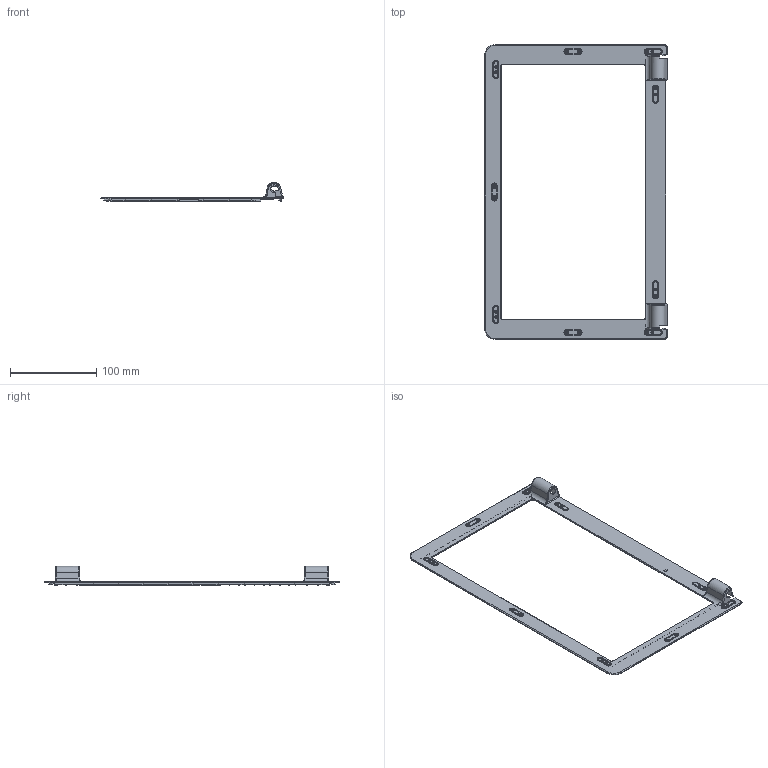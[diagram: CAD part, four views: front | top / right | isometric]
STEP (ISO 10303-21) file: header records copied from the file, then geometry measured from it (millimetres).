
FILE_DESCRIPTION (( 'STEP AP214' ), '1' );
FILE_NAME ('pt1-screen-bezel.STEP', '2020-04-24T18:33:38', ( '' ), ( '' ), 'SwSTEP 2.0', 'SolidWorks 2016', '' );
FILE_SCHEMA (( 'AUTOMOTIVE_DESIGN' ));
Length unit declared in the file: millimetre
Products named in the file (1): pt1-screen-bezel
Bounding box: 210.81 x 341.19 x 22.25 mm (x, y, z)
Volume: 39391.3 mm3; surface area: 60729.3 mm2
Topology: 1 solids, 1 shells, 1779 faces, 4838 edges, 3119 vertices
Faces by surface type: plane 951, cylinder 572, cone 118, torus 102, bspline 36
Entity records: 57575 total; most frequent: CARTESIAN_POINT 12406, ORIENTED_EDGE 9672, DIRECTION 9341, EDGE_CURVE 4836, VECTOR 3129, LINE 3129, VERTEX_POINT 3119, AXIS2_PLACEMENT_3D 3106
